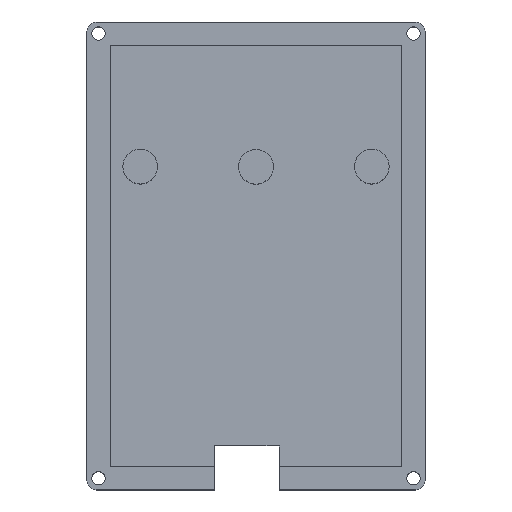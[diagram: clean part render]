
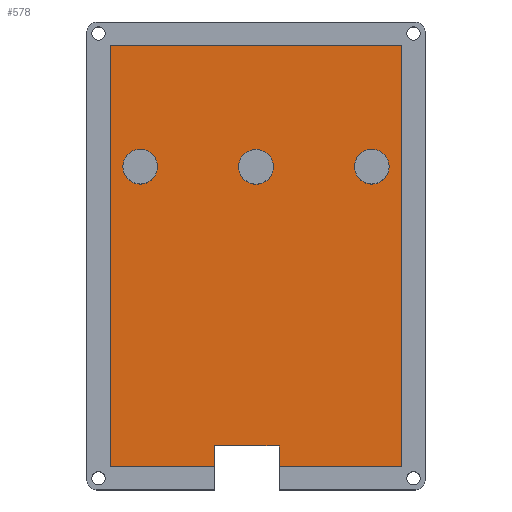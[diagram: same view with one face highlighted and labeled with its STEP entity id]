
A CAD part, top view. The second image highlights one B-rep face of the part: STEP entity #578.
In plain terms, the highlighted planar face has unit normal (0, 0, 1).
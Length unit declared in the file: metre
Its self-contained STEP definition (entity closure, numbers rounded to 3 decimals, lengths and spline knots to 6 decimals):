
#12=LINE('',#921,#58);
#28=LINE('',#975,#74);
#29=LINE('',#977,#75);
#30=LINE('',#979,#76);
#31=LINE('',#981,#77);
#32=LINE('',#983,#78);
#33=LINE('',#985,#79);
#34=LINE('',#987,#80);
#58=VECTOR('',#742,1.);
#74=VECTOR('',#786,1.);
#75=VECTOR('',#787,1.);
#76=VECTOR('',#788,1.);
#77=VECTOR('',#789,1.);
#78=VECTOR('',#790,1.);
#79=VECTOR('',#791,1.);
#80=VECTOR('',#792,1.);
#115=PLANE('',#674);
#164=ORIENTED_EDGE('',*,*,#308,.F.);
#165=ORIENTED_EDGE('',*,*,#309,.F.);
#166=ORIENTED_EDGE('',*,*,#310,.F.);
#167=ORIENTED_EDGE('',*,*,#284,.T.);
#168=ORIENTED_EDGE('',*,*,#311,.T.);
#169=ORIENTED_EDGE('',*,*,#312,.T.);
#170=ORIENTED_EDGE('',*,*,#313,.F.);
#171=ORIENTED_EDGE('',*,*,#314,.T.);
#172=ORIENTED_EDGE('',*,*,#315,.T.);
#173=ORIENTED_EDGE('',*,*,#316,.F.);
#174=ORIENTED_EDGE('',*,*,#317,.F.);
#284=EDGE_CURVE('',#359,#358,#12,.T.);
#308=EDGE_CURVE('',#380,#380,#420,.T.);
#309=EDGE_CURVE('',#381,#381,#421,.T.);
#310=EDGE_CURVE('',#382,#382,#422,.T.);
#311=EDGE_CURVE('',#358,#383,#28,.T.);
#312=EDGE_CURVE('',#383,#384,#29,.T.);
#313=EDGE_CURVE('',#385,#384,#30,.T.);
#314=EDGE_CURVE('',#385,#386,#31,.T.);
#315=EDGE_CURVE('',#386,#387,#32,.T.);
#316=EDGE_CURVE('',#388,#387,#33,.T.);
#317=EDGE_CURVE('',#359,#388,#34,.T.);
#358=VERTEX_POINT('',#920);
#359=VERTEX_POINT('',#922);
#380=VERTEX_POINT('',#970);
#381=VERTEX_POINT('',#972);
#382=VERTEX_POINT('',#974);
#383=VERTEX_POINT('',#976);
#384=VERTEX_POINT('',#978);
#385=VERTEX_POINT('',#980);
#386=VERTEX_POINT('',#982);
#387=VERTEX_POINT('',#984);
#388=VERTEX_POINT('',#986);
#420=CIRCLE('',#675,0.00375);
#421=CIRCLE('',#676,0.00375);
#422=CIRCLE('',#677,0.00375);
#449=EDGE_LOOP('',(#164));
#450=EDGE_LOOP('',(#165));
#451=EDGE_LOOP('',(#166));
#452=EDGE_LOOP('',(#167,#168,#169,#170,#171,#172,#173,#174));
#509=FACE_BOUND('',#449,.T.);
#510=FACE_BOUND('',#450,.T.);
#511=FACE_BOUND('',#451,.T.);
#512=FACE_BOUND('',#452,.T.);
#578=ADVANCED_FACE('',(#509,#510,#511,#512),#115,.T.);
#674=AXIS2_PLACEMENT_3D('',#968,#778,#779);
#675=AXIS2_PLACEMENT_3D('',#969,#780,#781);
#676=AXIS2_PLACEMENT_3D('',#971,#782,#783);
#677=AXIS2_PLACEMENT_3D('',#973,#784,#785);
#742=DIRECTION('',(1.,0.,0.));
#778=DIRECTION('',(0.,0.,1.));
#779=DIRECTION('',(1.,0.,0.));
#780=DIRECTION('',(0.,0.,1.));
#781=DIRECTION('',(1.,0.,0.));
#782=DIRECTION('',(0.,0.,1.));
#783=DIRECTION('',(1.,0.,0.));
#784=DIRECTION('',(0.,0.,1.));
#785=DIRECTION('',(1.,0.,0.));
#786=DIRECTION('',(0.,1.,0.));
#787=DIRECTION('',(1.,0.,0.));
#788=DIRECTION('',(0.,1.,0.));
#789=DIRECTION('',(1.,0.,0.));
#790=DIRECTION('',(0.,1.,0.));
#791=DIRECTION('',(1.,0.,0.));
#792=DIRECTION('',(0.,1.,0.));
#920=CARTESIAN_POINT('',(-0.009,-0.0455,0.003));
#921=CARTESIAN_POINT('',(0.,-0.0455,0.003));
#922=CARTESIAN_POINT('',(-0.0315,-0.0455,0.003));
#968=CARTESIAN_POINT('',(0.,0.,0.003));
#969=CARTESIAN_POINT('',(0.025,0.019283,0.003));
#970=CARTESIAN_POINT('',(0.02875,0.019283,0.003));
#971=CARTESIAN_POINT('',(0.,0.019259,0.003));
#972=CARTESIAN_POINT('',(0.00375,0.019259,0.003));
#973=CARTESIAN_POINT('',(-0.025,0.019283,0.003));
#974=CARTESIAN_POINT('',(-0.02125,0.019283,0.003));
#975=CARTESIAN_POINT('',(-0.009,0.,0.003));
#976=CARTESIAN_POINT('',(-0.009,-0.041,0.003));
#977=CARTESIAN_POINT('',(0.,-0.041,0.003));
#978=CARTESIAN_POINT('',(0.005,-0.041,0.003));
#979=CARTESIAN_POINT('',(0.005,0.,0.003));
#980=CARTESIAN_POINT('',(0.005,-0.0455,0.003));
#981=CARTESIAN_POINT('',(0.,-0.0455,0.003));
#982=CARTESIAN_POINT('',(0.0315,-0.0455,0.003));
#983=CARTESIAN_POINT('',(0.0315,0.,0.003));
#984=CARTESIAN_POINT('',(0.0315,0.0455,0.003));
#985=CARTESIAN_POINT('',(0.,0.0455,0.003));
#986=CARTESIAN_POINT('',(-0.0315,0.0455,0.003));
#987=CARTESIAN_POINT('',(-0.0315,0.,0.003));
